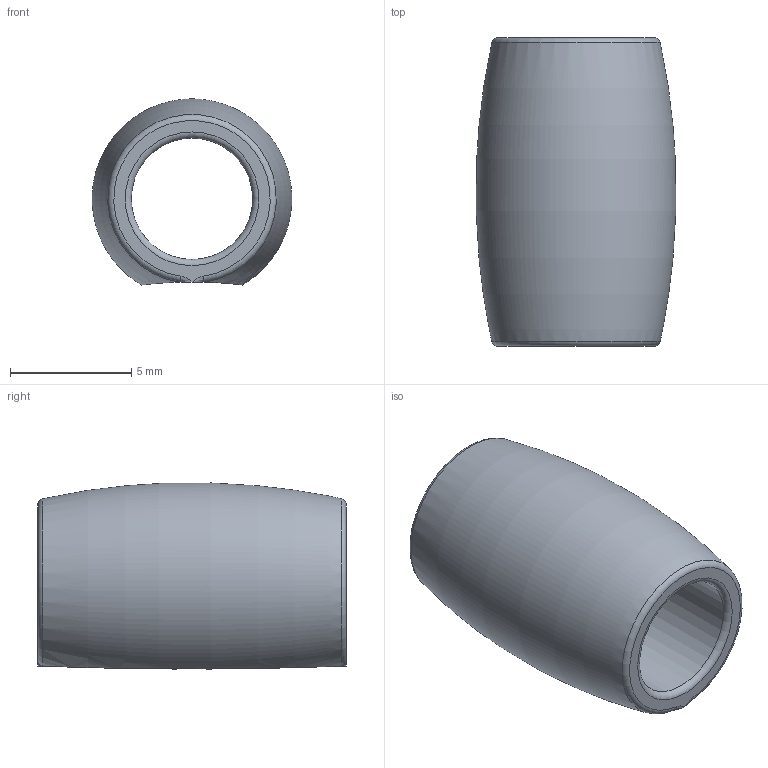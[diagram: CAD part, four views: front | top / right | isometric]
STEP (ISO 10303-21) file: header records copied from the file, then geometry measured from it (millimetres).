
FILE_DESCRIPTION (( 'STEP AP214' ), '1' );
FILE_NAME ('CS0009.STEP', '2013-10-02T17:15:21', ( '' ), ( '' ), 'SwSTEP 2.0', 'SolidWorks 2012', '' );
FILE_SCHEMA (( 'AUTOMOTIVE_DESIGN' ));
Length unit declared in the file: inch
Products named in the file (1): CS0009
Bounding box: 8.23 x 12.7 x 7.67 mm (x, y, z)
Volume: 342 mm3; surface area: 539.3 mm2
Topology: 1 solids, 1 shells, 13 faces, 29 edges, 14 vertices
Faces by surface type: torus 5, bspline 4, plane 2, cylinder 2
Full cylindrical faces by diameter (mm): 5 x1
Entity records: 486 total; most frequent: CARTESIAN_POINT 216, DIRECTION 44, ORIENTED_EDGE 44, EDGE_CURVE 22, AXIS2_PLACEMENT_3D 22, EDGE_LOOP 18, FACE_OUTER_BOUND 16, VERTEX_POINT 14
